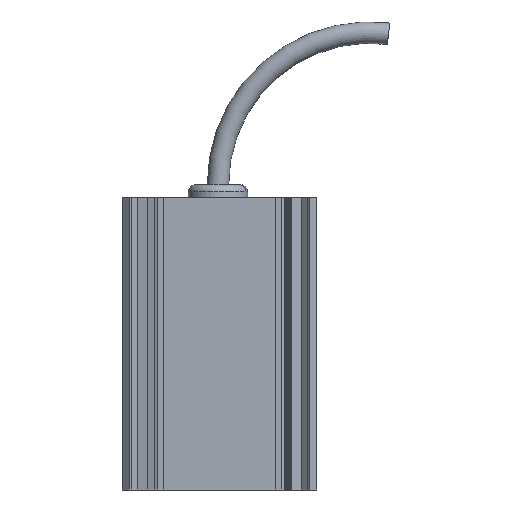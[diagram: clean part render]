
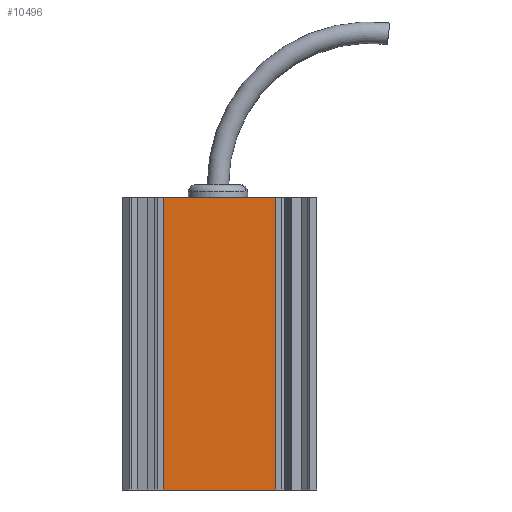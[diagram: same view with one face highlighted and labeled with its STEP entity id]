
A CAD part, front view. The second image highlights one B-rep face of the part: STEP entity #10496.
In plain terms, the highlighted planar face has unit normal (0, -1, 0).
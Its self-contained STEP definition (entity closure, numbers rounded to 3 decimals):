
#205 = VERTEX_POINT ( 'NONE', #2075 ) ;
#612 = ORIENTED_EDGE ( 'NONE', *, *, #728, .T. ) ;
#728 = EDGE_CURVE ( 'NONE', #11308, #205, #7212, .T. ) ;
#824 = DIRECTION ( 'NONE',  ( 0., 0., -1. ) ) ;
#1045 = ORIENTED_EDGE ( 'NONE', *, *, #8552, .T. ) ;
#1083 = FACE_OUTER_BOUND ( 'NONE', #4203, .T. ) ;
#1709 = LINE ( 'NONE', #4230, #6459 ) ;
#1874 = AXIS2_PLACEMENT_3D ( 'NONE', #2526, #3411, #824 ) ;
#2065 = LINE ( 'NONE', #11451, #9619 ) ;
#2075 = CARTESIAN_POINT ( 'NONE',  ( 14.5, 9., 0. ) ) ;
#2207 = LINE ( 'NONE', #6163, #3589 ) ;
#2278 = DIRECTION ( 'NONE',  ( 0., 0., 1. ) ) ;
#2526 = CARTESIAN_POINT ( 'NONE',  ( -14.5, 9., -75. ) ) ;
#3273 = DIRECTION ( 'NONE',  ( 1., 0., 0. ) ) ;
#3411 = DIRECTION ( 'NONE',  ( 0., -1., 0. ) ) ;
#3589 = VECTOR ( 'NONE', #3273, 1000. ) ;
#4121 = VERTEX_POINT ( 'NONE', #6793 ) ;
#4203 = EDGE_LOOP ( 'NONE', ( #9134, #7541, #1045, #612 ) ) ;
#4230 = CARTESIAN_POINT ( 'NONE',  ( -14.5, 9., -75. ) ) ;
#5208 = DIRECTION ( 'NONE',  ( 1., 0., 0. ) ) ;
#5302 = CARTESIAN_POINT ( 'NONE',  ( 14.5, 9., -75. ) ) ;
#6163 = CARTESIAN_POINT ( 'NONE',  ( -14.5, 9., -75. ) ) ;
#6373 = VECTOR ( 'NONE', #8944, 1000. ) ;
#6459 = VECTOR ( 'NONE', #2278, 1000. ) ;
#6793 = CARTESIAN_POINT ( 'NONE',  ( -14.5, 9., 0. ) ) ;
#6909 = EDGE_CURVE ( 'NONE', #10029, #4121, #1709, .T. ) ;
#7212 = LINE ( 'NONE', #5302, #6373 ) ;
#7541 = ORIENTED_EDGE ( 'NONE', *, *, #6909, .F. ) ;
#7922 = PLANE ( 'NONE',  #1874 ) ;
#8388 = CARTESIAN_POINT ( 'NONE',  ( 14.5, 9., -75. ) ) ;
#8552 = EDGE_CURVE ( 'NONE', #10029, #11308, #2207, .T. ) ;
#8944 = DIRECTION ( 'NONE',  ( 0., 0., 1. ) ) ;
#8984 = CARTESIAN_POINT ( 'NONE',  ( -14.5, 9., -75. ) ) ;
#9134 = ORIENTED_EDGE ( 'NONE', *, *, #9183, .F. ) ;
#9183 = EDGE_CURVE ( 'NONE', #4121, #205, #2065, .T. ) ;
#9619 = VECTOR ( 'NONE', #5208, 1000. ) ;
#10029 = VERTEX_POINT ( 'NONE', #8984 ) ;
#10496 = ADVANCED_FACE ( 'NONE', ( #1083 ), #7922, .T. ) ;
#11308 = VERTEX_POINT ( 'NONE', #8388 ) ;
#11451 = CARTESIAN_POINT ( 'NONE',  ( -14.5, 9., 0. ) ) ;
